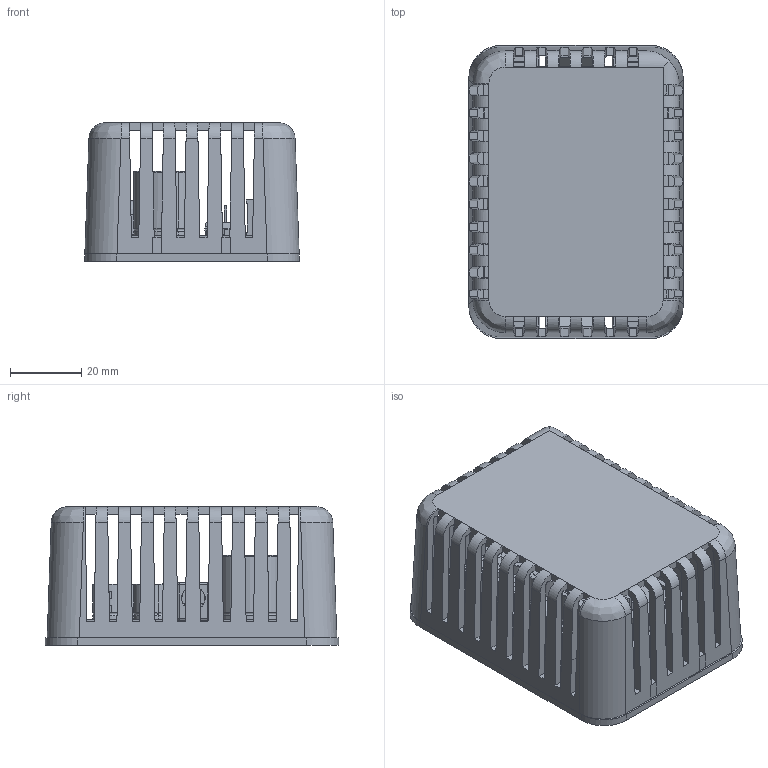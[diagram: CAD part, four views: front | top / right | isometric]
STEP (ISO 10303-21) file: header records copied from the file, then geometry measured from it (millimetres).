
FILE_DESCRIPTION(/* description */ (''),/* implementation_level */ '2;1');
FILE_NAME(/* name */ 'enclosure2 v3.step',/* time_stamp */ '2022-11-21T12:01:35-08:00',/* author */ (''),/* organization */ (''),/* preprocessor_version */ 'ST-DEVELOPER v19.2',/* originating_system */ 'Autodesk Translation Framework v11.17.0.187',/* authorisation */ '');
FILE_SCHEMA (('AUTOMOTIVE_DESIGN { 1 0 10303 214 3 1 1 }'));
Length unit declared in the file: millimetre
Products named in the file (46): 1551V1; 1551V1 BOT2; 1551V1 TOP1; main v1; CP_Radial_D18.0mm_P7.50mm; SOLID; Potentiometer_Bourns_3296W_Vertical; SOLID (1); CP_Radial_D10.0mm_P5.00mm; PinHeader_1x02_P2.54mm_Vertical; DIP-8_W7.62mm; DC Power Jack 5.5mm x 2.1mm; COMPOUND; PinHeader_2x03_P2.54mm_Vertical; SOLID (5); C_1206_3216Metric; R_0805_2012Metric; TO-252-2; SOLID (8); D_SMA; SOLID (9); D_MELF; SOLID (10); R_2512_6332Metric; SOLID (11); main PCB; CP_Radial_D10.0mm_P5.00mm_1; CP_Radial_D10.0mm_P5.00mm_2; DIP-8_W7.62mm_1; SOLID (4); PinHeader_1x02_P2.54mm_Vertical_1; SOLID (3); CP_Radial_D10.0mm_P5.00mm_3; CP_Radial_D10.0mm_P5.00mm_4; SOLID (2); C_1206_3216Metric_1; C_1206_3216Metric_2; C_1206_3216Metric_3; C_1206_3216Metric_4; R_0805_2012Metric_1 ...
Assembly tree (60 placements, depth 4):
  1551V1
    1551V1 BOT2
    1551V1 TOP1
    main v1
      CP_Radial_D18.0mm_P7.50mm
        SOLID
      Potentiometer_Bourns_3296W_Vertical
        SOLID (1)
      CP_Radial_D10.0mm_P5.00mm
        SOLID (2)
      PinHeader_1x02_P2.54mm_Vertical
        SOLID (3)
      DIP-8_W7.62mm
        SOLID (4)
      DC Power Jack 5.5mm x 2.1mm
        COMPOUND
      PinHeader_2x03_P2.54mm_Vertical
        SOLID (5)
      C_1206_3216Metric
        SOLID (6)
      R_0805_2012Metric
        SOLID (7)
      TO-252-2
        SOLID (8)
      D_SMA
        SOLID (9)
      D_MELF
        SOLID (10)
      R_2512_6332Metric
        SOLID (11)
      main PCB
      CP_Radial_D10.0mm_P5.00mm_1
        SOLID (2)
      CP_Radial_D10.0mm_P5.00mm_2
        SOLID (2)
      DIP-8_W7.62mm_1
        SOLID (4)
      PinHeader_1x02_P2.54mm_Vertical_1
        SOLID (3)
      CP_Radial_D10.0mm_P5.00mm_3
        SOLID (2)
      CP_Radial_D10.0mm_P5.00mm_4
        SOLID (2)
      C_1206_3216Metric_1
        SOLID (6)
      C_1206_3216Metric_2
        SOLID (6)
      C_1206_3216Metric_3
        SOLID (6)
      C_1206_3216Metric_4
        SOLID (6)
      R_0805_2012Metric_1
        SOLID (7)
      C_1206_3216Metric_5
        SOLID (6)
      C_1206_3216Metric_6
        SOLID (6)
      R_0805_2012Metric_2
        SOLID (7)
      C_1206_3216Metric_7
Bounding box: 60 x 82.1 x 38.7 mm (x, y, z)
Volume: 47675.4 mm3; surface area: 52826 mm2
Topology: 36 solids, 42 shells, 1980 faces, 5245 edges, 3352 vertices
Faces by surface type: plane 1396, cylinder 460, bspline 56, torus 40, cone 19, sphere 9
Full cylindrical faces by diameter (mm): 0.51 x3, 0.7 x10, 0.8 x19, 0.9 x2, 1 x21, 1.2 x2, 1.22 x1, 1.25 x2, 2 x2, 2.1 x2, 2.12 x1, 2.19 x1, 2.2 x6, 2.5 x2, 6.45 x1, 7 x5, 7.515 x4, 12.6 x1, 17 x2
Entity records: 45366 total; most frequent: CARTESIAN_POINT 8967, ORIENTED_EDGE 7260, DIRECTION 7188, EDGE_CURVE 3630, LINE 2828, VECTOR 2828, VERTEX_POINT 2316, AXIS2_PLACEMENT_3D 2180
